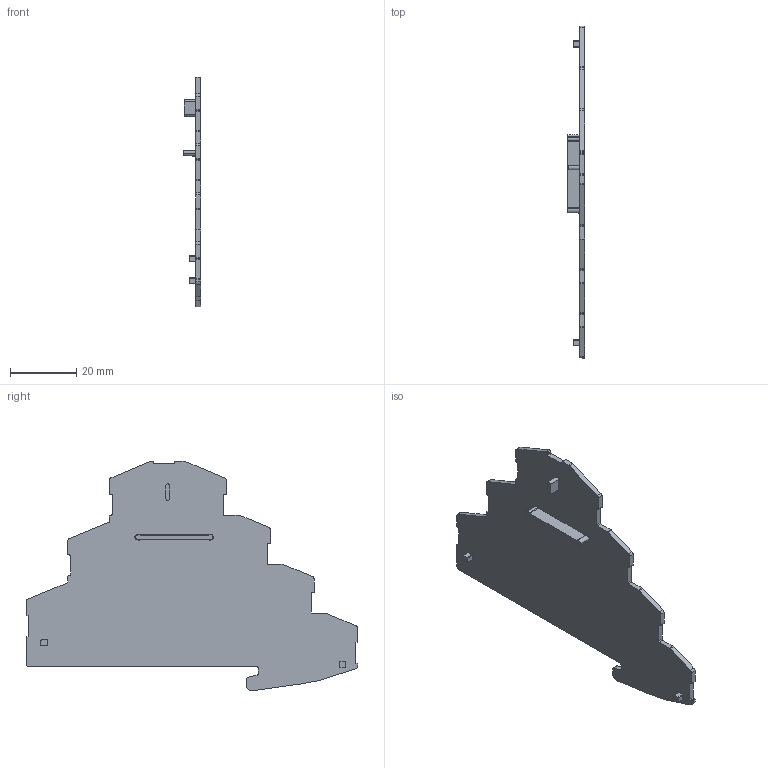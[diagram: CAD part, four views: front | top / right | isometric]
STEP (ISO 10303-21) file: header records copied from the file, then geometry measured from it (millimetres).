
FILE_DESCRIPTION(('CATIA V5R22 STEP214','CAx-IF Rec.Pracs.--- Model Styling and Organization---1.4--- 2014-01-23'),'2;1');
FILE_NAME ('020831-2_0', '2021-06-18T10:57:20+00:00', ('Weidmueller Interface'), ('Weidmueller'), 'CATIA Version 5-6 Release 2016 SP3 HF44', 'CATIA V5 STEP AP214', 'none');
FILE_SCHEMA(('AUTOMOTIVE_DESIGN { 1 0 10303 214 1 1 1 1 }'));
Length unit declared in the file: millimetre
Products named in the file (1): 1768010000
Bounding box: 5.25 x 100.08 x 69.25 mm (x, y, z)
Volume: 6446.5 mm3; surface area: 9127.4 mm2
Topology: 1 solids, 1 shells, 141 faces, 405 edges, 270 vertices
Faces by surface type: plane 69, cylinder 61, cone 11
Entity records: 4528 total; most frequent: CARTESIAN_POINT 813, ORIENTED_EDGE 810, DIRECTION 679, EDGE_CURVE 405, AXIS2_PLACEMENT_3D 282, VERTEX_POINT 270, VECTOR 261, LINE 261
